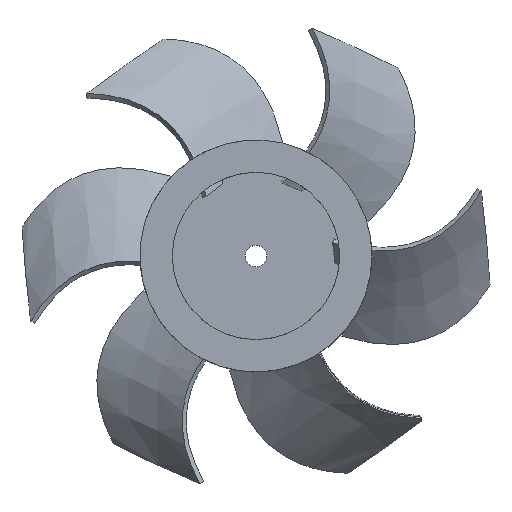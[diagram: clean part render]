
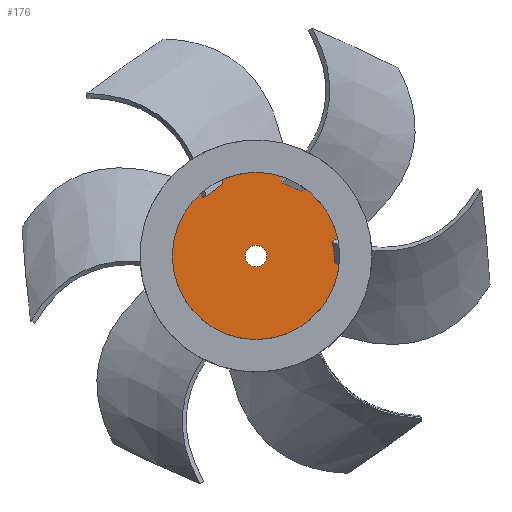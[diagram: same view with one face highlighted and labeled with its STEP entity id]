
A CAD part, top view. The second image highlights one B-rep face of the part: STEP entity #176.
In plain terms, the highlighted planar face has unit normal (0, 0, 1).
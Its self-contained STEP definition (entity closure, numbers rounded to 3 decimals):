
#146=PLANE('',#988);
#176=ADVANCED_FACE('',(#220,#221),#146,.T.);
#220=FACE_BOUND('',#258,.T.);
#221=FACE_BOUND('',#259,.T.);
#258=EDGE_LOOP('',(#465,#466,#467,#468,#469,#470,#471,#472,#473,#474,#475,
#476));
#259=EDGE_LOOP('',(#477));
#306=CIRCLE('',#983,113.605);
#307=CIRCLE('',#984,113.605);
#308=CIRCLE('',#985,113.605);
#309=CIRCLE('',#987,14.55);
#465=ORIENTED_EDGE('',*,*,#781,.F.);
#466=ORIENTED_EDGE('',*,*,#782,.F.);
#467=ORIENTED_EDGE('',*,*,#783,.T.);
#468=ORIENTED_EDGE('',*,*,#779,.F.);
#469=ORIENTED_EDGE('',*,*,#784,.F.);
#470=ORIENTED_EDGE('',*,*,#785,.F.);
#471=ORIENTED_EDGE('',*,*,#786,.T.);
#472=ORIENTED_EDGE('',*,*,#775,.F.);
#473=ORIENTED_EDGE('',*,*,#787,.F.);
#474=ORIENTED_EDGE('',*,*,#788,.F.);
#475=ORIENTED_EDGE('',*,*,#789,.T.);
#476=ORIENTED_EDGE('',*,*,#771,.F.);
#477=ORIENTED_EDGE('',*,*,#790,.F.);
#653=VERTEX_POINT('',#2216);
#654=VERTEX_POINT('',#2218);
#657=VERTEX_POINT('',#2239);
#658=VERTEX_POINT('',#2241);
#661=VERTEX_POINT('',#2262);
#662=VERTEX_POINT('',#2264);
#663=VERTEX_POINT('',#2274);
#664=VERTEX_POINT('',#2285);
#665=VERTEX_POINT('',#2293);
#666=VERTEX_POINT('',#2304);
#667=VERTEX_POINT('',#2312);
#668=VERTEX_POINT('',#2323);
#669=VERTEX_POINT('',#2328);
#771=EDGE_CURVE('',#653,#654,#306,.T.);
#775=EDGE_CURVE('',#657,#658,#307,.T.);
#779=EDGE_CURVE('',#661,#662,#308,.T.);
#781=EDGE_CURVE('',#663,#653,#909,.T.);
#782=EDGE_CURVE('',#664,#663,#910,.T.);
#783=EDGE_CURVE('',#664,#662,#911,.T.);
#784=EDGE_CURVE('',#665,#661,#912,.T.);
#785=EDGE_CURVE('',#666,#665,#913,.T.);
#786=EDGE_CURVE('',#666,#658,#914,.T.);
#787=EDGE_CURVE('',#667,#657,#915,.T.);
#788=EDGE_CURVE('',#668,#667,#916,.T.);
#789=EDGE_CURVE('',#668,#654,#917,.T.);
#790=EDGE_CURVE('',#669,#669,#309,.T.);
#909=B_SPLINE_CURVE_WITH_KNOTS('',3,(#2270,#2271,#2272,#2273),
 .UNSPECIFIED.,.F.,.F.,(4,4),(0.,1.),.UNSPECIFIED.);
#910=B_SPLINE_CURVE_WITH_KNOTS('',3,(#2275,#2276,#2277,#2278,#2279,#2280,
#2281,#2282,#2283,#2284),.UNSPECIFIED.,.F.,.F.,(4,3,3,4),(0.,0.335,
0.667,1.),.UNSPECIFIED.);
#911=B_SPLINE_CURVE_WITH_KNOTS('',2,(#2286,#2287,#2288),.UNSPECIFIED.,.F.,
 .F.,(3,3),(0.,1.),.UNSPECIFIED.);
#912=B_SPLINE_CURVE_WITH_KNOTS('',3,(#2289,#2290,#2291,#2292),
 .UNSPECIFIED.,.F.,.F.,(4,4),(0.,1.),.UNSPECIFIED.);
#913=B_SPLINE_CURVE_WITH_KNOTS('',3,(#2294,#2295,#2296,#2297,#2298,#2299,
#2300,#2301,#2302,#2303),.UNSPECIFIED.,.F.,.F.,(4,3,3,4),(0.,0.335,
0.667,1.),.UNSPECIFIED.);
#914=B_SPLINE_CURVE_WITH_KNOTS('',2,(#2305,#2306,#2307),.UNSPECIFIED.,.F.,
 .F.,(3,3),(0.,1.),.UNSPECIFIED.);
#915=B_SPLINE_CURVE_WITH_KNOTS('',3,(#2308,#2309,#2310,#2311),
 .UNSPECIFIED.,.F.,.F.,(4,4),(0.,1.),.UNSPECIFIED.);
#916=B_SPLINE_CURVE_WITH_KNOTS('',3,(#2313,#2314,#2315,#2316,#2317,#2318,
#2319,#2320,#2321,#2322),.UNSPECIFIED.,.F.,.F.,(4,3,3,4),(0.,0.335,
0.667,1.),.UNSPECIFIED.);
#917=B_SPLINE_CURVE_WITH_KNOTS('',2,(#2324,#2325,#2326),.UNSPECIFIED.,.F.,
 .F.,(3,3),(0.,1.),.UNSPECIFIED.);
#983=AXIS2_PLACEMENT_3D('',#2217,#1030,#1031);
#984=AXIS2_PLACEMENT_3D('',#2240,#1032,#1033);
#985=AXIS2_PLACEMENT_3D('',#2263,#1034,#1035);
#987=AXIS2_PLACEMENT_3D('',#2327,#1038,#1039);
#988=AXIS2_PLACEMENT_3D('',#2329,#1040,#1041);
#1030=DIRECTION('',(0.,0.,-1.));
#1031=DIRECTION('',(1.,0.,0.));
#1032=DIRECTION('',(0.,0.,-1.));
#1033=DIRECTION('',(1.,0.,0.));
#1034=DIRECTION('',(0.,0.,-1.));
#1035=DIRECTION('',(1.,0.,0.));
#1038=DIRECTION('',(0.,0.,1.));
#1039=DIRECTION('',(1.,0.,0.));
#1040=DIRECTION('',(0.,0.,1.));
#1041=DIRECTION('',(1.,0.,0.));
#2216=CARTESIAN_POINT('',(112.998,-11.731,80.));
#2217=CARTESIAN_POINT('',(0.,0.,80.));
#2218=CARTESIAN_POINT('',(-56.391,98.621,80.));
#2239=CARTESIAN_POINT('',(-46.34,103.724,80.));
#2240=CARTESIAN_POINT('',(0.,0.,80.));
#2241=CARTESIAN_POINT('',(57.213,98.146,80.));
#2262=CARTESIAN_POINT('',(66.658,91.994,80.));
#2263=CARTESIAN_POINT('',(0.,0.,80.));
#2264=CARTESIAN_POINT('',(113.604,-0.475,80.));
#2270=CARTESIAN_POINT('',(107.403,-10.009,80.));
#2271=CARTESIAN_POINT('',(109.262,-10.601,80.));
#2272=CARTESIAN_POINT('',(111.127,-11.175,80.));
#2273=CARTESIAN_POINT('',(112.998,-11.731,80.));
#2274=CARTESIAN_POINT('',(107.403,-10.009,80.));
#2275=CARTESIAN_POINT('',(108.232,1.18,80.));
#2276=CARTESIAN_POINT('',(108.136,-0.069,80.));
#2277=CARTESIAN_POINT('',(108.042,-1.318,80.));
#2278=CARTESIAN_POINT('',(107.949,-2.567,80.));
#2279=CARTESIAN_POINT('',(107.856,-3.807,80.));
#2280=CARTESIAN_POINT('',(107.764,-5.047,80.));
#2281=CARTESIAN_POINT('',(107.673,-6.288,80.));
#2282=CARTESIAN_POINT('',(107.582,-7.528,80.));
#2283=CARTESIAN_POINT('',(107.492,-8.768,80.));
#2284=CARTESIAN_POINT('',(107.403,-10.009,80.));
#2285=CARTESIAN_POINT('',(108.232,1.18,80.));
#2286=CARTESIAN_POINT('',(108.232,1.18,80.));
#2287=CARTESIAN_POINT('',(110.932,0.32,80.));
#2288=CARTESIAN_POINT('',(113.604,-0.475,80.));
#2289=CARTESIAN_POINT('',(62.369,88.009,80.));
#2290=CARTESIAN_POINT('',(63.813,89.324,80.));
#2291=CARTESIAN_POINT('',(65.242,90.652,80.));
#2292=CARTESIAN_POINT('',(66.658,91.994,80.));
#2293=CARTESIAN_POINT('',(62.369,88.009,80.));
#2294=CARTESIAN_POINT('',(53.094,94.321,80.));
#2295=CARTESIAN_POINT('',(54.128,93.614,80.));
#2296=CARTESIAN_POINT('',(55.163,92.908,80.));
#2297=CARTESIAN_POINT('',(56.198,92.203,80.));
#2298=CARTESIAN_POINT('',(57.225,91.503,80.));
#2299=CARTESIAN_POINT('',(58.253,90.803,80.));
#2300=CARTESIAN_POINT('',(59.282,90.104,80.));
#2301=CARTESIAN_POINT('',(60.31,89.405,80.));
#2302=CARTESIAN_POINT('',(61.34,88.707,80.));
#2303=CARTESIAN_POINT('',(62.369,88.009,80.));
#2304=CARTESIAN_POINT('',(53.094,94.321,80.));
#2305=CARTESIAN_POINT('',(53.094,94.321,80.));
#2306=CARTESIAN_POINT('',(55.189,96.23,80.));
#2307=CARTESIAN_POINT('',(57.213,98.146,80.));
#2308=CARTESIAN_POINT('',(-45.033,98.018,80.));
#2309=CARTESIAN_POINT('',(-45.45,99.925,80.));
#2310=CARTESIAN_POINT('',(-45.886,101.827,80.));
#2311=CARTESIAN_POINT('',(-46.34,103.724,80.));
#2312=CARTESIAN_POINT('',(-45.034,98.018,80.));
#2313=CARTESIAN_POINT('',(-55.137,93.141,80.));
#2314=CARTESIAN_POINT('',(-54.008,93.683,80.));
#2315=CARTESIAN_POINT('',(-52.88,94.226,80.));
#2316=CARTESIAN_POINT('',(-51.751,94.77,80.));
#2317=CARTESIAN_POINT('',(-50.631,95.31,80.));
#2318=CARTESIAN_POINT('',(-49.511,95.85,80.));
#2319=CARTESIAN_POINT('',(-48.391,96.392,80.));
#2320=CARTESIAN_POINT('',(-47.272,96.933,80.));
#2321=CARTESIAN_POINT('',(-46.152,97.475,80.));
#2322=CARTESIAN_POINT('',(-45.034,98.018,80.));
#2323=CARTESIAN_POINT('',(-55.137,93.141,80.));
#2324=CARTESIAN_POINT('',(-55.137,93.141,80.));
#2325=CARTESIAN_POINT('',(-55.743,95.91,80.));
#2326=CARTESIAN_POINT('',(-56.391,98.621,80.));
#2327=CARTESIAN_POINT('',(0.,0.,80.));
#2328=CARTESIAN_POINT('',(14.55,0.,80.));
#2329=CARTESIAN_POINT('',(0.,0.,80.));
